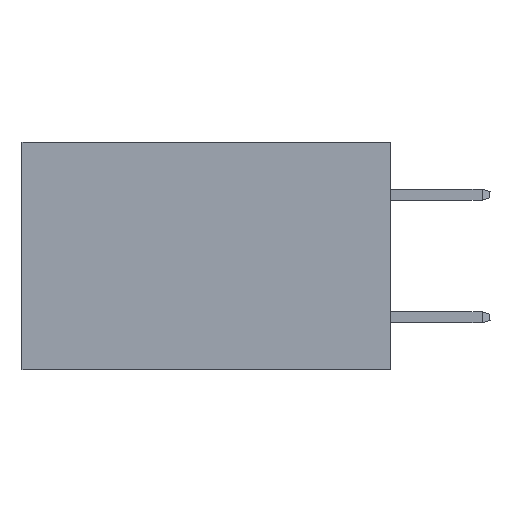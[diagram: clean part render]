
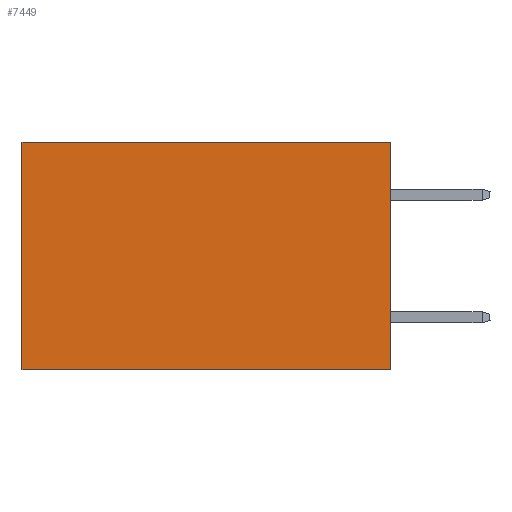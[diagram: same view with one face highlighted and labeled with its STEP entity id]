
A CAD part, left-side view. The second image highlights one B-rep face of the part: STEP entity #7449.
In plain terms, the highlighted planar face has unit normal (-1, 0, 0).
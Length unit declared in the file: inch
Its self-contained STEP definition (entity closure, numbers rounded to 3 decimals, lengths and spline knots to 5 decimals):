
#394 = CARTESIAN_POINT ( 'NONE',  ( 0.2875, 0.6, -0.37 ) ) ;
#1460 = FACE_OUTER_BOUND ( 'NONE', #18745, .T. ) ;
#2361 = EDGE_CURVE ( 'NONE', #18753, #26767, #16081, .T. ) ;
#2421 = DIRECTION ( 'NONE',  ( 1., 0., 0. ) ) ;
#3868 = CARTESIAN_POINT ( 'NONE',  ( 0.2875, 0.6, 0. ) ) ;
#5380 = LINE ( 'NONE', #24116, #12342 ) ;
#7449 = ADVANCED_FACE ( 'NONE', ( #1460 ), #26949, .F. ) ;
#8683 = CARTESIAN_POINT ( 'NONE',  ( 0.2875, 0., 0. ) ) ;
#9589 = LINE ( 'NONE', #26840, #13916 ) ;
#10239 = EDGE_CURVE ( 'NONE', #14596, #18753, #5380, .T. ) ;
#11821 = EDGE_CURVE ( 'NONE', #11916, #26767, #13573, .T. ) ;
#11916 = VERTEX_POINT ( 'NONE', #18294 ) ;
#12096 = VECTOR ( 'NONE', #25123, 39.37008 ) ;
#12342 = VECTOR ( 'NONE', #13538, 39.37008 ) ;
#12893 = AXIS2_PLACEMENT_3D ( 'NONE', #8683, #2421, #21653 ) ;
#13012 = ORIENTED_EDGE ( 'NONE', *, *, #2361, .T. ) ;
#13538 = DIRECTION ( 'NONE',  ( 0., 1., 0. ) ) ;
#13573 = LINE ( 'NONE', #20109, #18563 ) ;
#13745 = DIRECTION ( 'NONE',  ( 0., 1., 0. ) ) ;
#13916 = VECTOR ( 'NONE', #20487, 39.37008 ) ;
#14321 = ORIENTED_EDGE ( 'NONE', *, *, #10239, .T. ) ;
#14596 = VERTEX_POINT ( 'NONE', #23515 ) ;
#16081 = LINE ( 'NONE', #3868, #12096 ) ;
#16274 = EDGE_CURVE ( 'NONE', #14596, #11916, #9589, .T. ) ;
#18294 = CARTESIAN_POINT ( 'NONE',  ( 0.2875, 0., -0.37 ) ) ;
#18563 = VECTOR ( 'NONE', #13745, 39.37008 ) ;
#18745 = EDGE_LOOP ( 'NONE', ( #13012, #19066, #19520, #14321 ) ) ;
#18753 = VERTEX_POINT ( 'NONE', #19654 ) ;
#19066 = ORIENTED_EDGE ( 'NONE', *, *, #11821, .F. ) ;
#19520 = ORIENTED_EDGE ( 'NONE', *, *, #16274, .F. ) ;
#19654 = CARTESIAN_POINT ( 'NONE',  ( 0.2875, 0.6, 0. ) ) ;
#20109 = CARTESIAN_POINT ( 'NONE',  ( 0.2875, 0., -0.37 ) ) ;
#20487 = DIRECTION ( 'NONE',  ( 0., 0., -1. ) ) ;
#21653 = DIRECTION ( 'NONE',  ( 0., 0., -1. ) ) ;
#23515 = CARTESIAN_POINT ( 'NONE',  ( 0.2875, 0., 0. ) ) ;
#24116 = CARTESIAN_POINT ( 'NONE',  ( 0.2875, 0., 0. ) ) ;
#25123 = DIRECTION ( 'NONE',  ( 0., 0., -1. ) ) ;
#26767 = VERTEX_POINT ( 'NONE', #394 ) ;
#26840 = CARTESIAN_POINT ( 'NONE',  ( 0.2875, 0., 0. ) ) ;
#26949 = PLANE ( 'NONE',  #12893 ) ;
